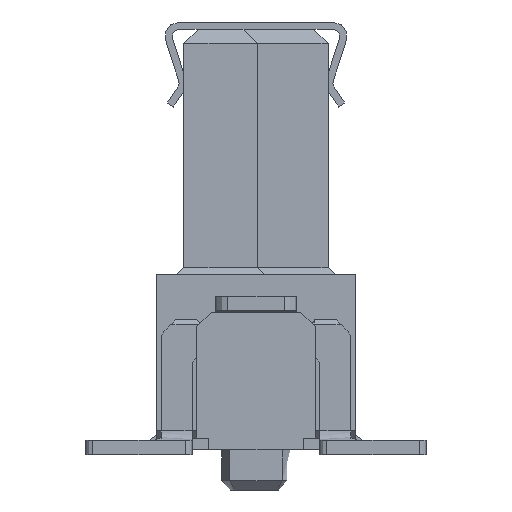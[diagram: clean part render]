
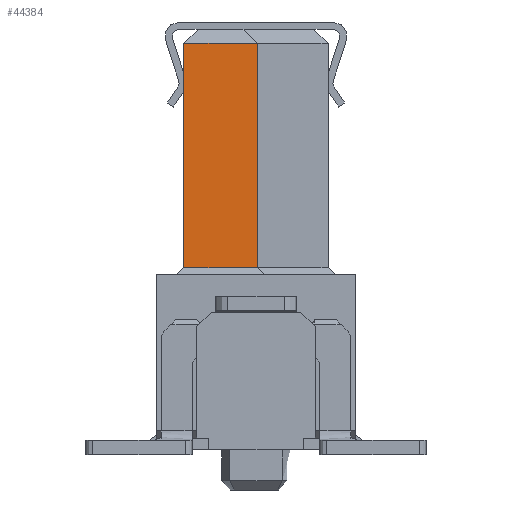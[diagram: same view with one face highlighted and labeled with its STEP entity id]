
A CAD part, left-side view. The second image highlights one B-rep face of the part: STEP entity #44384.
In plain terms, the highlighted planar face has unit normal (-1, 0, 0).
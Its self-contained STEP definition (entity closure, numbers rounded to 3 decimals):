
#39244=CARTESIAN_POINT('',(-11.035,1.525,8.6));
#39245=VERTEX_POINT('',#39244);
#40511=CARTESIAN_POINT('',(-11.035,-0.025,8.6));
#40512=VERTEX_POINT('',#40511);
#41822=CARTESIAN_POINT('',(-11.035,1.525,8.6));
#41823=DIRECTION('',(0.,-1.,0.));
#41824=VECTOR('',#41823,1.55);
#41825=LINE('',#41822,#41824);
#41826=EDGE_CURVE('',#39245,#40512,#41825,.T.);
#42939=CARTESIAN_POINT('',(-11.035,1.525,3.85));
#42940=VERTEX_POINT('',#42939);
#42941=CARTESIAN_POINT('',(-11.035,1.525,3.85));
#42942=DIRECTION('',(0.,0.,1.));
#42943=VECTOR('',#42942,4.75);
#42944=LINE('',#42941,#42943);
#42945=EDGE_CURVE('',#42940,#39245,#42944,.T.);
#44212=CARTESIAN_POINT('',(-11.035,-0.025,3.85));
#44213=VERTEX_POINT('',#44212);
#44214=CARTESIAN_POINT('',(-11.035,-0.025,3.85));
#44215=DIRECTION('',(0.,0.,1.));
#44216=VECTOR('',#44215,4.75);
#44217=LINE('',#44214,#44216);
#44218=EDGE_CURVE('',#44213,#40512,#44217,.T.);
#44368=CARTESIAN_POINT('',(-11.035,-1.525,3.7));
#44369=DIRECTION('',(0.,-1.,0.));
#44370=DIRECTION('',(-1.,0.,0.));
#44371=AXIS2_PLACEMENT_3D('',#44368,#44370,#44369);
#44372=PLANE('',#44371);
#44373=ORIENTED_EDGE('',*,*,#42945,.F.);
#44374=CARTESIAN_POINT('',(-11.035,1.525,3.85));
#44375=DIRECTION('',(0.,-1.,0.));
#44376=VECTOR('',#44375,1.55);
#44377=LINE('',#44374,#44376);
#44378=EDGE_CURVE('',#42940,#44213,#44377,.T.);
#44379=ORIENTED_EDGE('',*,*,#44378,.T.);
#44380=ORIENTED_EDGE('',*,*,#44218,.T.);
#44381=ORIENTED_EDGE('',*,*,#41826,.F.);
#44382=EDGE_LOOP('',(#44373,#44379,#44380,#44381));
#44383=FACE_OUTER_BOUND('',#44382,.T.);
#44384=ADVANCED_FACE('',(#44383),#44372,.T.);
